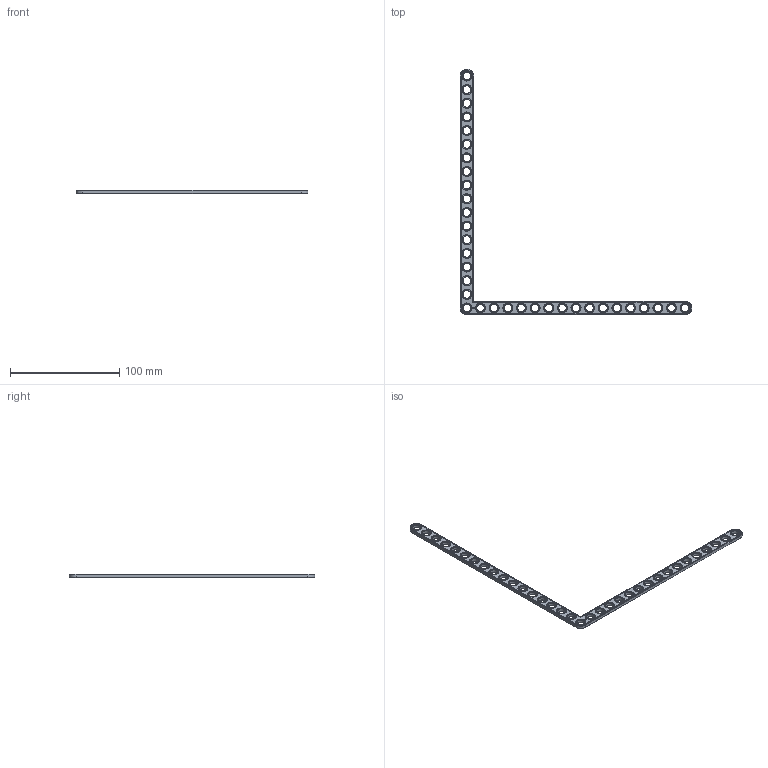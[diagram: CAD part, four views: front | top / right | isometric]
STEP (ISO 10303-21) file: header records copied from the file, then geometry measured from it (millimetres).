
FILE_DESCRIPTION(('FreeCAD Model'),'2;1');
FILE_NAME('Open CASCADE Shape Model','2022-02-09T23:37:54',( 'Paulo Kiefe'),('STEMFIE.org'),'Open CASCADE STEP processor 7.4', 'FreeCAD','Unknown');
FILE_SCHEMA(('AUTOMOTIVE_DESIGN { 1 0 10303 214 1 1 1 1 }'));
Length unit declared in the file: millimetre
Products named in the file (1): Brace_AGD_90_ASYM_ERR_BU17x18x01x00.25_-_SPN-BRC-1165_(stemfie.org)
Bounding box: 212.5 x 225 x 3.12 mm (x, y, z)
Volume: 11821.6 mm3; surface area: 12763.9 mm2
Topology: 1 solids, 1 shells, 705 faces, 1826 edges, 1190 vertices
Faces by surface type: plane 375, extrusion 182, cone 74, cylinder 74
Full cylindrical faces by diameter (mm): 7 x34, 9.2 x34
Entity records: 46631 total; most frequent: CARTESIAN_POINT 10933, DIRECTION 5952, VECTOR 4346, LINE 4164, ORIENTED_EDGE 3652, PCURVE 3652, DEFINITIONAL_REPRESENTATION 3652, EDGE_CURVE 1826
